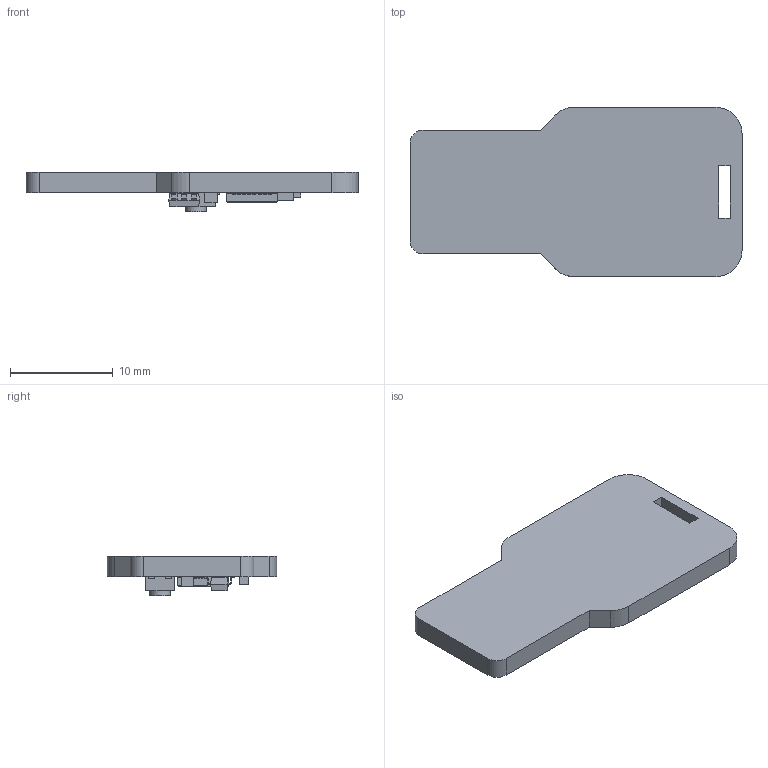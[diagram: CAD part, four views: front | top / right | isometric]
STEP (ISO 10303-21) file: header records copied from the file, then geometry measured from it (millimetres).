
FILE_DESCRIPTION(/* description */ (''),/* implementation_level */ '2;1');
FILE_NAME(/* name */ 'Rotary_Trinkey.step',/* time_stamp */ '2022-09-15T23:03:10-07:00',/* author */ (''),/* organization */ (''),/* preprocessor_version */ 'ST-DEVELOPER v19',/* originating_system */ 'Autodesk Translation Framework v11.7.0.108',/* authorisation */ '');
FILE_SCHEMA (('AUTOMOTIVE_DESIGN { 1 0 10303 214 3 1 1 }'));
Length unit declared in the file: millimetre
Products named in the file (9): 4964 Rotary Trinkey; PCB Component; Board; 10uF; reset; ATSAMD21E; 1uF; AP2112K-3.3; WS2812B_SK6805_1515
Assembly tree (10 placements, depth 3):
  4964 Rotary Trinkey
    PCB Component
      Board
      10uF  x2
      reset
      ATSAMD21E
      1uF  x2
      AP2112K-3.3
      WS2812B_SK6805_1515
Bounding box: 32.38 x 16.51 x 3.9 mm (x, y, z)
Volume: 957.7 mm3; surface area: 1430.8 mm2
Topology: 34 solids, 34 shells, 622 faces, 1534 edges, 1006 vertices
Faces by surface type: plane 535, cylinder 87
Full cylindrical faces by diameter (mm): 0.394 x4, 0.5 x11, 1 x5, 2 x1
Entity records: 18092 total; most frequent: CARTESIAN_POINT 3033, ORIENTED_EDGE 2924, DIRECTION 2862, EDGE_CURVE 1462, LINE 1288, VECTOR 1288, VERTEX_POINT 958, AXIS2_PLACEMENT_3D 787
